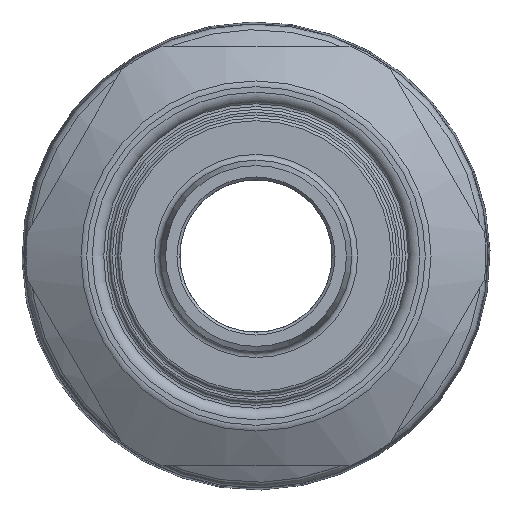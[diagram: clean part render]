
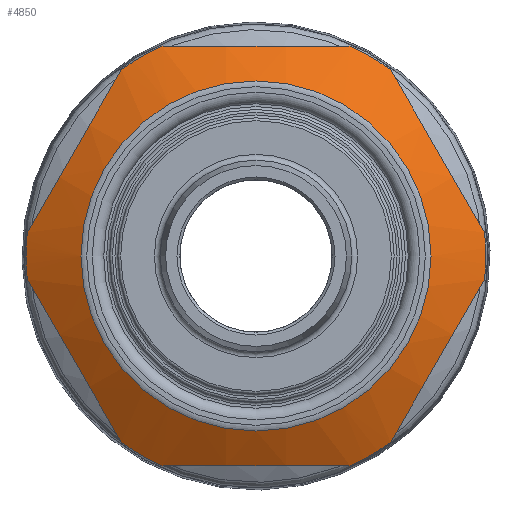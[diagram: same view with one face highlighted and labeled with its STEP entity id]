
A CAD part, front view. The second image highlights one B-rep face of the part: STEP entity #4850.
In plain terms, the highlighted conical face has half-angle 60 degrees and reference radius 17.78 mm.
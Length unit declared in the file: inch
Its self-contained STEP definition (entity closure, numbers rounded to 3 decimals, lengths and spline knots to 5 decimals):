
#205=(
BOUNDED_CURVE()
B_SPLINE_CURVE(2,(#11304,#11305,#11306),.UNSPECIFIED.,.F.,.F.)
B_SPLINE_CURVE_WITH_KNOTS((3,3),(0.,1.67512),.UNSPECIFIED.)
CURVE()
GEOMETRIC_REPRESENTATION_ITEM()
RATIONAL_B_SPLINE_CURVE((1.,1.096,1.))
REPRESENTATION_ITEM('')
);
#206=(
BOUNDED_CURVE()
B_SPLINE_CURVE(2,(#11310,#11311,#11312),.UNSPECIFIED.,.F.,.F.)
B_SPLINE_CURVE_WITH_KNOTS((3,3),(0.,1.67512),.UNSPECIFIED.)
CURVE()
GEOMETRIC_REPRESENTATION_ITEM()
RATIONAL_B_SPLINE_CURVE((1.,1.096,1.))
REPRESENTATION_ITEM('')
);
#207=(
BOUNDED_CURVE()
B_SPLINE_CURVE(2,(#11316,#11317,#11318),.UNSPECIFIED.,.F.,.F.)
B_SPLINE_CURVE_WITH_KNOTS((3,3),(0.,1.67512),.UNSPECIFIED.)
CURVE()
GEOMETRIC_REPRESENTATION_ITEM()
RATIONAL_B_SPLINE_CURVE((1.,1.096,1.))
REPRESENTATION_ITEM('')
);
#208=(
BOUNDED_CURVE()
B_SPLINE_CURVE(2,(#11322,#11323,#11324),.UNSPECIFIED.,.F.,.F.)
B_SPLINE_CURVE_WITH_KNOTS((3,3),(0.,1.67512),.UNSPECIFIED.)
CURVE()
GEOMETRIC_REPRESENTATION_ITEM()
RATIONAL_B_SPLINE_CURVE((1.,1.096,1.))
REPRESENTATION_ITEM('')
);
#209=(
BOUNDED_CURVE()
B_SPLINE_CURVE(2,(#11328,#11329,#11330),.UNSPECIFIED.,.F.,.F.)
B_SPLINE_CURVE_WITH_KNOTS((3,3),(0.,1.67512),.UNSPECIFIED.)
CURVE()
GEOMETRIC_REPRESENTATION_ITEM()
RATIONAL_B_SPLINE_CURVE((1.,1.096,1.))
REPRESENTATION_ITEM('')
);
#210=(
BOUNDED_CURVE()
B_SPLINE_CURVE(2,(#11334,#11335,#11336),.UNSPECIFIED.,.F.,.F.)
B_SPLINE_CURVE_WITH_KNOTS((3,3),(0.,1.67512),.UNSPECIFIED.)
CURVE()
GEOMETRIC_REPRESENTATION_ITEM()
RATIONAL_B_SPLINE_CURVE((1.,1.096,1.))
REPRESENTATION_ITEM('')
);
#717=FACE_OUTER_BOUND('',#1042,.T.);
#1042=EDGE_LOOP('',(#3859,#3860,#3861,#3862,#3863,#3864,#3865,#3866,#3867,
#3868,#3869,#3870,#3871,#3872,#3873,#3874));
#1271=LINE('',#11300,#1421);
#1421=VECTOR('',#6550,0.7);
#1661=CIRCLE('',#5381,0.60928);
#1663=CIRCLE('',#5385,0.8);
#1664=CIRCLE('',#5386,0.8);
#1665=CIRCLE('',#5387,0.8);
#1666=CIRCLE('',#5388,0.8);
#1667=CIRCLE('',#5389,0.8);
#1668=CIRCLE('',#5390,0.8);
#1669=CIRCLE('',#5391,0.8);
#2090=VERTEX_POINT('',#11292);
#2092=VERTEX_POINT('',#11299);
#2093=VERTEX_POINT('',#11301);
#2094=VERTEX_POINT('',#11303);
#2095=VERTEX_POINT('',#11307);
#2096=VERTEX_POINT('',#11309);
#2097=VERTEX_POINT('',#11313);
#2098=VERTEX_POINT('',#11315);
#2099=VERTEX_POINT('',#11319);
#2100=VERTEX_POINT('',#11321);
#2101=VERTEX_POINT('',#11325);
#2102=VERTEX_POINT('',#11327);
#2103=VERTEX_POINT('',#11331);
#2104=VERTEX_POINT('',#11333);
#2698=EDGE_CURVE('',#2090,#2090,#1661,.T.);
#2700=EDGE_CURVE('',#2090,#2092,#1271,.T.);
#2701=EDGE_CURVE('',#2093,#2092,#1663,.T.);
#2702=EDGE_CURVE('',#2094,#2093,#205,.T.);
#2703=EDGE_CURVE('',#2095,#2094,#1664,.T.);
#2704=EDGE_CURVE('',#2096,#2095,#206,.T.);
#2705=EDGE_CURVE('',#2097,#2096,#1665,.T.);
#2706=EDGE_CURVE('',#2098,#2097,#207,.T.);
#2707=EDGE_CURVE('',#2099,#2098,#1666,.T.);
#2708=EDGE_CURVE('',#2100,#2099,#208,.T.);
#2709=EDGE_CURVE('',#2101,#2100,#1667,.T.);
#2710=EDGE_CURVE('',#2102,#2101,#209,.T.);
#2711=EDGE_CURVE('',#2103,#2102,#1668,.T.);
#2712=EDGE_CURVE('',#2104,#2103,#210,.T.);
#2713=EDGE_CURVE('',#2092,#2104,#1669,.T.);
#3859=ORIENTED_EDGE('',*,*,#2698,.F.);
#3860=ORIENTED_EDGE('',*,*,#2700,.T.);
#3861=ORIENTED_EDGE('',*,*,#2701,.F.);
#3862=ORIENTED_EDGE('',*,*,#2702,.F.);
#3863=ORIENTED_EDGE('',*,*,#2703,.F.);
#3864=ORIENTED_EDGE('',*,*,#2704,.F.);
#3865=ORIENTED_EDGE('',*,*,#2705,.F.);
#3866=ORIENTED_EDGE('',*,*,#2706,.F.);
#3867=ORIENTED_EDGE('',*,*,#2707,.F.);
#3868=ORIENTED_EDGE('',*,*,#2708,.F.);
#3869=ORIENTED_EDGE('',*,*,#2709,.F.);
#3870=ORIENTED_EDGE('',*,*,#2710,.F.);
#3871=ORIENTED_EDGE('',*,*,#2711,.F.);
#3872=ORIENTED_EDGE('',*,*,#2712,.F.);
#3873=ORIENTED_EDGE('',*,*,#2713,.F.);
#3874=ORIENTED_EDGE('',*,*,#2700,.F.);
#4316=CONICAL_SURFACE('',#5384,0.7,1.047);
#4850=ADVANCED_FACE('',(#717),#4316,.T.);
#5381=AXIS2_PLACEMENT_3D('',#11294,#6542,#6543);
#5384=AXIS2_PLACEMENT_3D('',#11298,#6548,#6549);
#5385=AXIS2_PLACEMENT_3D('',#11302,#6551,#6552);
#5386=AXIS2_PLACEMENT_3D('',#11308,#6553,#6554);
#5387=AXIS2_PLACEMENT_3D('',#11314,#6555,#6556);
#5388=AXIS2_PLACEMENT_3D('',#11320,#6557,#6558);
#5389=AXIS2_PLACEMENT_3D('',#11326,#6559,#6560);
#5390=AXIS2_PLACEMENT_3D('',#11332,#6561,#6562);
#5391=AXIS2_PLACEMENT_3D('',#11337,#6563,#6564);
#6542=DIRECTION('center_axis',(0.,-1.,0.));
#6543=DIRECTION('ref_axis',(-1.,0.,0.));
#6548=DIRECTION('center_axis',(0.,1.,0.));
#6549=DIRECTION('ref_axis',(1.,0.,0.));
#6550=DIRECTION('',(-0.866,0.5,0.));
#6551=DIRECTION('center_axis',(0.,1.,0.));
#6552=DIRECTION('ref_axis',(-1.,0.,0.));
#6553=DIRECTION('center_axis',(0.,1.,0.));
#6554=DIRECTION('ref_axis',(-1.,0.,0.));
#6555=DIRECTION('center_axis',(0.,1.,0.));
#6556=DIRECTION('ref_axis',(-1.,0.,0.));
#6557=DIRECTION('center_axis',(0.,1.,0.));
#6558=DIRECTION('ref_axis',(-1.,0.,0.));
#6559=DIRECTION('center_axis',(0.,1.,0.));
#6560=DIRECTION('ref_axis',(-1.,0.,0.));
#6561=DIRECTION('center_axis',(0.,1.,0.));
#6562=DIRECTION('ref_axis',(-1.,0.,0.));
#6563=DIRECTION('center_axis',(0.,1.,0.));
#6564=DIRECTION('ref_axis',(-1.,0.,0.));
#11292=CARTESIAN_POINT('',(-0.60928,-2.07129,0.));
#11294=CARTESIAN_POINT('Origin',(0.,-2.07129,
0.));
#11298=CARTESIAN_POINT('Origin',(0.,-2.01892,
0.));
#11299=CARTESIAN_POINT('',(-0.8,-1.96118,0.));
#11300=CARTESIAN_POINT('',(-0.7,-2.01892,0.));
#11301=CARTESIAN_POINT('',(-0.79583,-1.96118,-0.08158));
#11302=CARTESIAN_POINT('Origin',(0.,-1.96118,0.));
#11303=CARTESIAN_POINT('',(-0.46857,-1.96118,-0.64842));
#11304=CARTESIAN_POINT('Ctrl Pts',(-0.46857,-1.96118,
-0.64842));
#11305=CARTESIAN_POINT('Ctrl Pts',(-0.6322,-2.03848,
-0.365));
#11306=CARTESIAN_POINT('Ctrl Pts',(-0.79583,-1.96118,
-0.08158));
#11307=CARTESIAN_POINT('',(-0.32726,-1.96118,-0.73));
#11308=CARTESIAN_POINT('Origin',(0.,-1.96118,0.));
#11309=CARTESIAN_POINT('',(0.32726,-1.96118,-0.73));
#11310=CARTESIAN_POINT('Ctrl Pts',(0.32726,-1.96118,
-0.73));
#11311=CARTESIAN_POINT('Ctrl Pts',(0.,-2.03848,
-0.73));
#11312=CARTESIAN_POINT('Ctrl Pts',(-0.32726,-1.96118,
-0.73));
#11313=CARTESIAN_POINT('',(0.46857,-1.96118,-0.64842));
#11314=CARTESIAN_POINT('Origin',(0.,-1.96118,0.));
#11315=CARTESIAN_POINT('',(0.79583,-1.96118,-0.08158));
#11316=CARTESIAN_POINT('Ctrl Pts',(0.79583,-1.96118,
-0.08158));
#11317=CARTESIAN_POINT('Ctrl Pts',(0.6322,-2.03848,-0.365));
#11318=CARTESIAN_POINT('Ctrl Pts',(0.46857,-1.96118,
-0.64842));
#11319=CARTESIAN_POINT('',(0.79583,-1.96118,0.08158));
#11320=CARTESIAN_POINT('Origin',(0.,-1.96118,0.));
#11321=CARTESIAN_POINT('',(0.46857,-1.96118,0.64842));
#11322=CARTESIAN_POINT('Ctrl Pts',(0.46857,-1.96118,
0.64842));
#11323=CARTESIAN_POINT('Ctrl Pts',(0.6322,-2.03848,0.365));
#11324=CARTESIAN_POINT('Ctrl Pts',(0.79583,-1.96118,
0.08158));
#11325=CARTESIAN_POINT('',(0.32726,-1.96118,0.73));
#11326=CARTESIAN_POINT('Origin',(0.,-1.96118,0.));
#11327=CARTESIAN_POINT('',(-0.32726,-1.96118,0.73));
#11328=CARTESIAN_POINT('Ctrl Pts',(-0.32726,-1.96118,
0.73));
#11329=CARTESIAN_POINT('Ctrl Pts',(0.,-2.03848,
0.73));
#11330=CARTESIAN_POINT('Ctrl Pts',(0.32726,-1.96118,
0.73));
#11331=CARTESIAN_POINT('',(-0.46857,-1.96118,0.64842));
#11332=CARTESIAN_POINT('Origin',(0.,-1.96118,0.));
#11333=CARTESIAN_POINT('',(-0.79583,-1.96118,0.08158));
#11334=CARTESIAN_POINT('Ctrl Pts',(-0.79583,-1.96118,
0.08158));
#11335=CARTESIAN_POINT('Ctrl Pts',(-0.6322,-2.03848,
0.365));
#11336=CARTESIAN_POINT('Ctrl Pts',(-0.46857,-1.96118,
0.64842));
#11337=CARTESIAN_POINT('Origin',(0.,-1.96118,0.));
